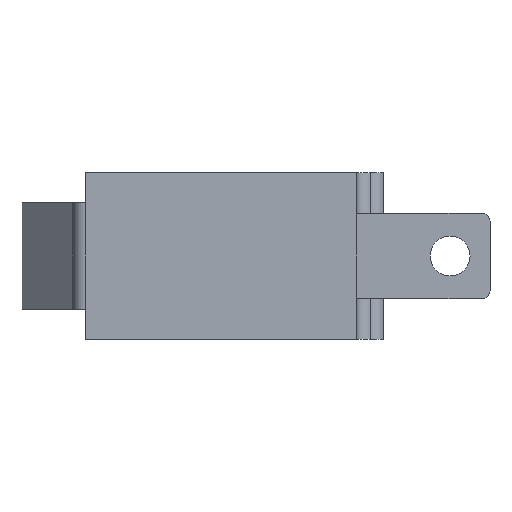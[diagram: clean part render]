
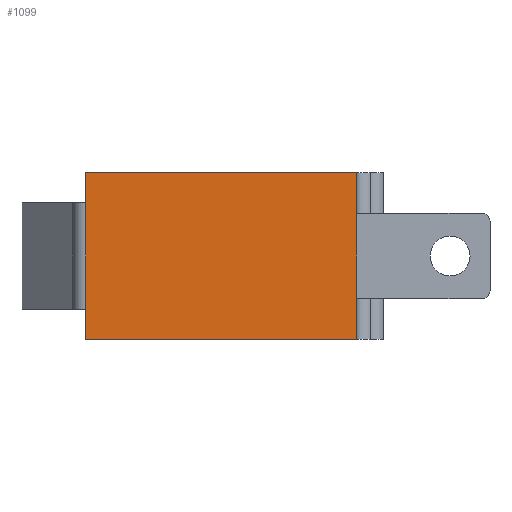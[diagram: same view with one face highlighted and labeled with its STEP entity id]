
A CAD part, left-side view. The second image highlights one B-rep face of the part: STEP entity #1099.
In plain terms, the highlighted planar face has unit normal (-1, 0, 0).
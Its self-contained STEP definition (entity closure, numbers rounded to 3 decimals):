
#126 = CARTESIAN_POINT ( 'NONE',  ( 0., 0., -6.25 ) ) ;
#225 = VERTEX_POINT ( 'NONE', #1449 ) ;
#282 = EDGE_LOOP ( 'NONE', ( #1228, #2029, #653, #1482 ) ) ;
#395 = DIRECTION ( 'NONE',  ( 0., -1., 0. ) ) ;
#546 = EDGE_CURVE ( 'NONE', #1062, #996, #1886, .T. ) ;
#636 = CARTESIAN_POINT ( 'NONE',  ( 0., 0., -6.25 ) ) ;
#653 = ORIENTED_EDGE ( 'NONE', *, *, #546, .T. ) ;
#700 = CARTESIAN_POINT ( 'NONE',  ( 0., 10.2, 0. ) ) ;
#892 = VECTOR ( 'NONE', #1421, 1000. ) ;
#938 = VECTOR ( 'NONE', #1901, 1000. ) ;
#960 = EDGE_CURVE ( 'NONE', #1898, #225, #1863, .T. ) ;
#987 = PLANE ( 'NONE',  #1737 ) ;
#995 = CARTESIAN_POINT ( 'NONE',  ( 0., 0., -6.25 ) ) ;
#996 = VERTEX_POINT ( 'NONE', #1303 ) ;
#1062 = VERTEX_POINT ( 'NONE', #1853 ) ;
#1099 = ADVANCED_FACE ( 'NONE', ( #2010 ), #987, .T. ) ;
#1179 = DIRECTION ( 'NONE',  ( 0., 0., 1. ) ) ;
#1228 = ORIENTED_EDGE ( 'NONE', *, *, #960, .F. ) ;
#1303 = CARTESIAN_POINT ( 'NONE',  ( 0., 0., -6.25 ) ) ;
#1365 = LINE ( 'NONE', #1769, #892 ) ;
#1381 = VECTOR ( 'NONE', #395, 1000. ) ;
#1394 = DIRECTION ( 'NONE',  ( 0., 0., 1. ) ) ;
#1421 = DIRECTION ( 'NONE',  ( 0., 0., 1. ) ) ;
#1449 = CARTESIAN_POINT ( 'NONE',  ( 0., 0., 0. ) ) ;
#1482 = ORIENTED_EDGE ( 'NONE', *, *, #2328, .T. ) ;
#1737 = AXIS2_PLACEMENT_3D ( 'NONE', #995, #2248, #1179 ) ;
#1769 = CARTESIAN_POINT ( 'NONE',  ( 0., 10.2, -6.25 ) ) ;
#1853 = CARTESIAN_POINT ( 'NONE',  ( 0., 10.2, -6.25 ) ) ;
#1863 = LINE ( 'NONE', #2189, #1381 ) ;
#1886 = LINE ( 'NONE', #636, #938 ) ;
#1898 = VERTEX_POINT ( 'NONE', #700 ) ;
#1901 = DIRECTION ( 'NONE',  ( 0., -1., 0. ) ) ;
#1917 = EDGE_CURVE ( 'NONE', #1062, #1898, #1365, .T. ) ;
#2010 = FACE_OUTER_BOUND ( 'NONE', #282, .T. ) ;
#2029 = ORIENTED_EDGE ( 'NONE', *, *, #1917, .F. ) ;
#2186 = VECTOR ( 'NONE', #1394, 1000. ) ;
#2189 = CARTESIAN_POINT ( 'NONE',  ( 0., 0., 0. ) ) ;
#2248 = DIRECTION ( 'NONE',  ( -1., 0., 0. ) ) ;
#2298 = LINE ( 'NONE', #126, #2186 ) ;
#2328 = EDGE_CURVE ( 'NONE', #996, #225, #2298, .T. ) ;
